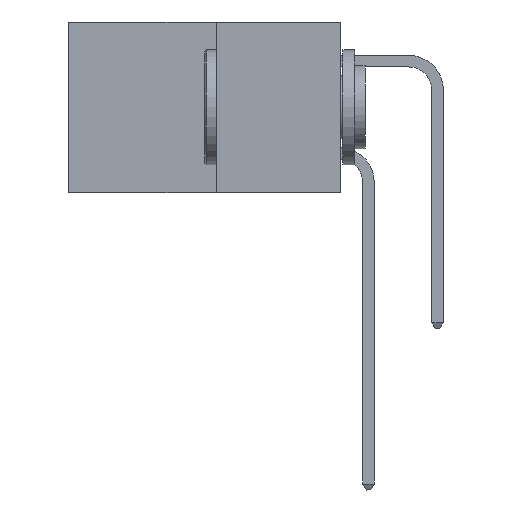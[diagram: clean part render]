
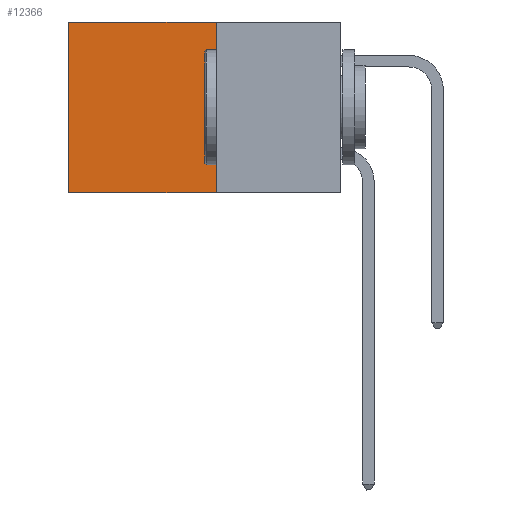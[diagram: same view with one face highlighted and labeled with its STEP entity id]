
A CAD part, left-side view. The second image highlights one B-rep face of the part: STEP entity #12366.
In plain terms, the highlighted planar face has unit normal (-1, 0, 0).
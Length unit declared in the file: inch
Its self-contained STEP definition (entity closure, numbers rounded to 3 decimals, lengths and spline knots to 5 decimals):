
#419 = CARTESIAN_POINT ( 'NONE',  ( 0.277, 0.27, 0. ) ) ;
#525 = CARTESIAN_POINT ( 'NONE',  ( 0.277, 0.27, -0.37 ) ) ;
#569 = ORIENTED_EDGE ( 'NONE', *, *, #2270, .T. ) ;
#806 = PLANE ( 'NONE',  #10568 ) ;
#1077 = DIRECTION ( 'NONE',  ( 0., 1., 0. ) ) ;
#1236 = LINE ( 'NONE', #6998, #6473 ) ;
#1473 = DIRECTION ( 'NONE',  ( 0., 0., -1. ) ) ;
#1522 = LINE ( 'NONE', #419, #6714 ) ;
#1687 = VECTOR ( 'NONE', #1778, 39.37008 ) ;
#1778 = DIRECTION ( 'NONE',  ( 0., 0., -1. ) ) ;
#2270 = EDGE_CURVE ( 'NONE', #5206, #10770, #1522, .T. ) ;
#2366 = EDGE_CURVE ( 'NONE', #5206, #5636, #9682, .T. ) ;
#2881 = VECTOR ( 'NONE', #1473, 39.37008 ) ;
#2994 = VERTEX_POINT ( 'NONE', #5423 ) ;
#3784 = EDGE_CURVE ( 'NONE', #5636, #2994, #1236, .T. ) ;
#3965 = CARTESIAN_POINT ( 'NONE',  ( 0.277, 0.27, 0. ) ) ;
#4136 = CARTESIAN_POINT ( 'NONE',  ( 0.277, 0.27, -0.37 ) ) ;
#4435 = CARTESIAN_POINT ( 'NONE',  ( 0.277, 0.59, 0. ) ) ;
#4462 = FACE_OUTER_BOUND ( 'NONE', #10272, .T. ) ;
#5129 = DIRECTION ( 'NONE',  ( 0., 0., -1. ) ) ;
#5206 = VERTEX_POINT ( 'NONE', #3965 ) ;
#5423 = CARTESIAN_POINT ( 'NONE',  ( 0.277, 0.59, -0.37 ) ) ;
#5636 = VERTEX_POINT ( 'NONE', #525 ) ;
#6229 = LINE ( 'NONE', #6653, #2881 ) ;
#6473 = VECTOR ( 'NONE', #6878, 39.37008 ) ;
#6653 = CARTESIAN_POINT ( 'NONE',  ( 0.277, 0.59, -0.37 ) ) ;
#6714 = VECTOR ( 'NONE', #1077, 39.37008 ) ;
#6878 = DIRECTION ( 'NONE',  ( 0., 1., 0. ) ) ;
#6924 = ORIENTED_EDGE ( 'NONE', *, *, #3784, .F. ) ;
#6998 = CARTESIAN_POINT ( 'NONE',  ( 0.277, 0.27, -0.37 ) ) ;
#8784 = EDGE_CURVE ( 'NONE', #10770, #2994, #6229, .T. ) ;
#9145 = ORIENTED_EDGE ( 'NONE', *, *, #8784, .T. ) ;
#9682 = LINE ( 'NONE', #10369, #1687 ) ;
#10024 = ORIENTED_EDGE ( 'NONE', *, *, #2366, .F. ) ;
#10272 = EDGE_LOOP ( 'NONE', ( #9145, #6924, #10024, #569 ) ) ;
#10369 = CARTESIAN_POINT ( 'NONE',  ( 0.277, 0.27, -0.37 ) ) ;
#10568 = AXIS2_PLACEMENT_3D ( 'NONE', #4136, #10785, #5129 ) ;
#10770 = VERTEX_POINT ( 'NONE', #4435 ) ;
#10785 = DIRECTION ( 'NONE',  ( 1., 0., 0. ) ) ;
#12366 = ADVANCED_FACE ( 'NONE', ( #4462 ), #806, .F. ) ;
